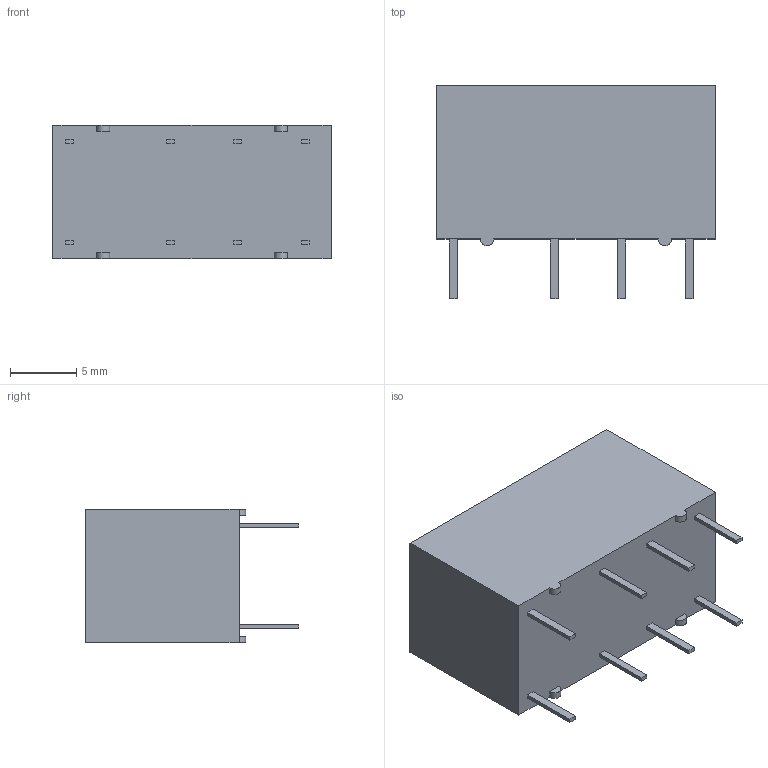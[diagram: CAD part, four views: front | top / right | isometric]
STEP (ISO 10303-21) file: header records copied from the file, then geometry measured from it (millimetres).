
FILE_DESCRIPTION(('STEP AP203'),'1');
FILE_NAME('relay_rsm822-6112-85-s003.stp','2020-03-13T15:11:04',('TraceParts'),('TraceParts S.A.'),'Spatial InterOp 3D',' ',' ');
FILE_SCHEMA(('CONFIG_CONTROL_DESIGN'));
Length unit declared in the file: millimetre
Products named in the file (1): 1
Bounding box: 21 x 16.1 x 10.1 mm (x, y, z)
Volume: 2467.6 mm3; surface area: 1214.8 mm2
Topology: 1 solids, 1 shells, 54 faces, 132 edges, 88 vertices
Faces by surface type: plane 50, cylinder 4
Entity records: 1608 total; most frequent: CARTESIAN_POINT 275, ORIENTED_EDGE 264, DIRECTION 250, EDGE_CURVE 132, LINE 124, VECTOR 124, VERTEX_POINT 88, AXIS2_PLACEMENT_3D 63
